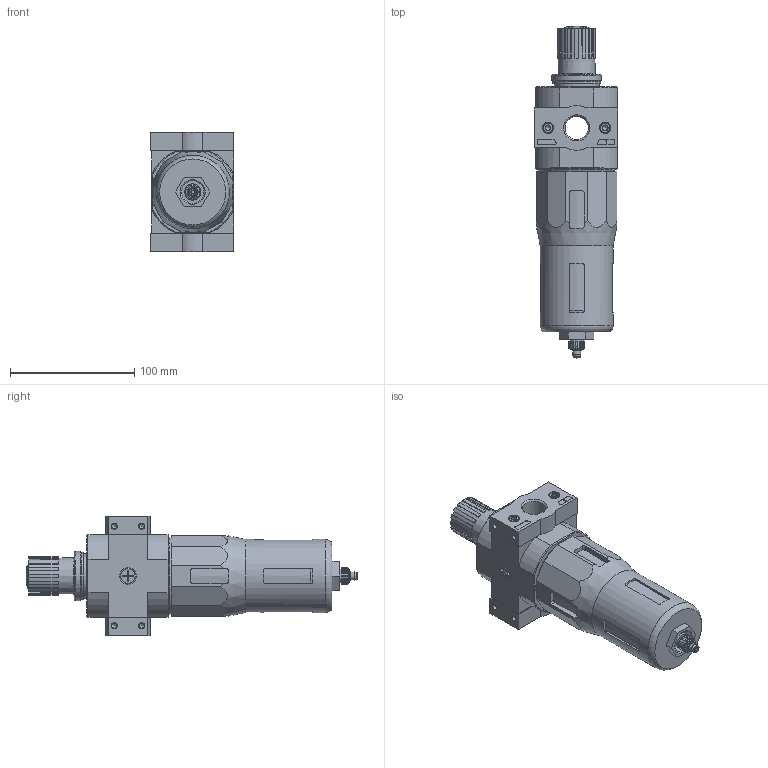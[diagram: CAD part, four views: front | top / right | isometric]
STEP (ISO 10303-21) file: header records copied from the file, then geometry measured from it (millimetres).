
FILE_DESCRIPTION(/* description */ ('STEP AP214'),/* implementation_level */ '2;1');
FILE_NAME(/* name */ '192617_LFR-1_2-D-5M-O-MAXI',/* time_stamp */ '2024-09-03T17:44:32+02:00',/* author */ ('License CC BY-ND 4.0'),/* organization */ ('CADENAS'),/* preprocessor_version */ 'ST-DEVELOPER v19.3',/* originating_system */ 'PARTsolutions',/* authorisation */ ' ');
FILE_SCHEMA (('AUTOMOTIVE_DESIGN {1 0 10303 214 3 1 1}'));
Length unit declared in the file: millimetre
Products named in the file (9): 192617 LFR-1/2-D-5M-O-MAXI---(0); 127317 LFR-D-5M-MAXI--(0); 680244 PBL-1/2-D-MAXI-R---(0) p1; DIN-912 - M5x20(F); 680243 PBL-1/2-D-MAXI-L---(1) p1; 398011 LRVS-D-MINI; 125696 LR/LFR-D-MAXI; 373846 LR-MIDI; 648415 LF
Assembly tree (11 placements, depth 2):
  192617 LFR-1/2-D-5M-O-MAXI---(0)
    127317 LFR-D-5M-MAXI--(0)
    680244 PBL-1/2-D-MAXI-R---(0) p1
    DIN-912 - M5x20(F)  x4
    680243 PBL-1/2-D-MAXI-L---(1) p1
    398011 LRVS-D-MINI
    125696 LR/LFR-D-MAXI
    373846 LR-MIDI
    648415 LF
Bounding box: 67.1 x 267 x 96 mm (x, y, z)
Volume: 715196.2 mm3; surface area: 90866.9 mm2
Topology: 11 solids, 12 shells, 637 faces, 1572 edges, 1003 vertices
Faces by surface type: plane 349, cylinder 156, cone 109, torus 18, sphere 5
Full cylindrical faces by diameter (mm): 2 x1, 3 x1, 4.134 x8, 4.2 x1, 5 x4, 5.6 x1, 6.3 x1, 6.4 x1, 6.8 x1, 7.1 x1, 8.5 x4, 9 x1, 9.5 x1, 9.6 x1, 11.2 x2, 11.445 x2, 12.6 x1, 13.157 x2, 18 x1, 18.631 x2, 22 x1, 24.9 x1, 26.9 x1, 30 x2, 34.16 x1, 34.376 x1, 36 x1, 38.5 x1, 39.8 x1, 58.8 x1
Entity records: 18708 total; most frequent: CARTESIAN_POINT 3438, DIRECTION 2708, ORIENTED_EDGE 2542, EDGE_CURVE 1271, AXIS2_PLACEMENT_3D 1056, VERTEX_POINT 902, FACE_BOUND 745, EDGE_LOOP 736
